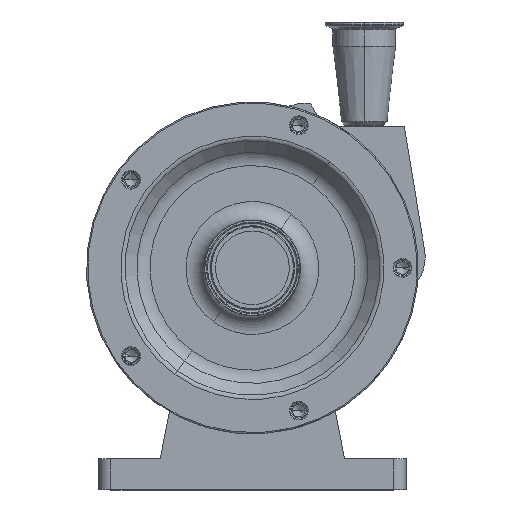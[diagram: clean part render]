
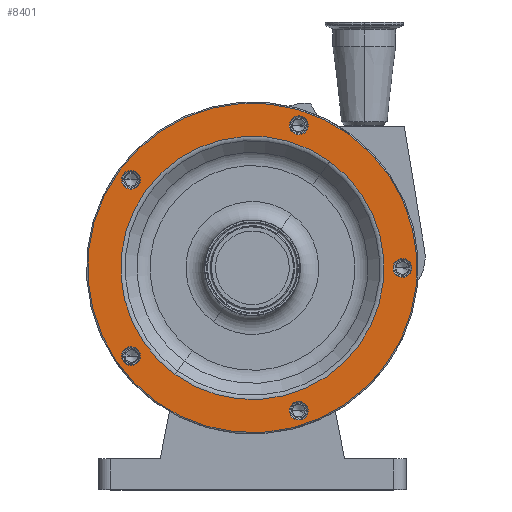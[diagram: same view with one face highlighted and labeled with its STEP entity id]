
A CAD part, top view. The second image highlights one B-rep face of the part: STEP entity #8401.
In plain terms, the highlighted planar face has unit normal (0, 0, 1).
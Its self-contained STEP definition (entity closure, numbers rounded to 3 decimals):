
#404 = AXIS2_PLACEMENT_3D ( 'NONE', #9612, #11529, #10588 ) ;
#666 = DIRECTION ( 'NONE',  ( -0.588, -0.809, 0. ) ) ;
#760 = CARTESIAN_POINT ( 'NONE',  ( -98.7, 71.71, 209.5 ) ) ;
#909 = DIRECTION ( 'NONE',  ( -0.588, -0.809, 0. ) ) ;
#999 = CARTESIAN_POINT ( 'NONE',  ( 126.493, 6.184, 209.5 ) ) ;
#1034 = EDGE_CURVE ( 'NONE', #5828, #3493, #2756, .T. ) ;
#1157 = DIRECTION ( 'NONE',  ( -0.588, -0.809, 0. ) ) ;
#1186 = DIRECTION ( 'NONE',  ( 0., 0., -1. ) ) ;
#1192 = AXIS2_PLACEMENT_3D ( 'NONE', #9194, #9984, #666 ) ;
#1503 = ORIENTED_EDGE ( 'NONE', *, *, #3359, .T. ) ;
#1637 = CARTESIAN_POINT ( 'NONE',  ( 0., 0., 209.5 ) ) ;
#1698 = DIRECTION ( 'NONE',  ( -0.588, -0.809, 0. ) ) ;
#1759 = EDGE_CURVE ( 'NONE', #3477, #4119, #5113, .T. ) ;
#1770 = DIRECTION ( 'NONE',  ( 0., 0., -1. ) ) ;
#1883 = AXIS2_PLACEMENT_3D ( 'NONE', #760, #4502, #12069 ) ;
#1887 = AXIS2_PLACEMENT_3D ( 'NONE', #5821, #3881, #1157 ) ;
#1964 = DIRECTION ( 'NONE',  ( -0.588, -0.809, 0. ) ) ;
#1980 = EDGE_CURVE ( 'NONE', #6583, #7902, #10214, .T. ) ;
#2138 = VERTEX_POINT ( 'NONE', #9384 ) ;
#2140 = EDGE_LOOP ( 'NONE', ( #11000, #4354 ) ) ;
#2144 = FACE_BOUND ( 'NONE', #12096, .T. ) ;
#2378 = EDGE_LOOP ( 'NONE', ( #9835, #12077 ) ) ;
#2414 = VERTEX_POINT ( 'NONE', #10039 ) ;
#2519 = DIRECTION ( 'NONE',  ( -0.588, -0.809, 0. ) ) ;
#2547 = ORIENTED_EDGE ( 'NONE', *, *, #4303, .F. ) ;
#2628 = AXIS2_PLACEMENT_3D ( 'NONE', #4084, #1186, #7640 ) ;
#2654 = EDGE_CURVE ( 'NONE', #2138, #10447, #3967, .T. ) ;
#2674 = CARTESIAN_POINT ( 'NONE',  ( -94.207, 77.894, 209.5 ) ) ;
#2741 = EDGE_LOOP ( 'NONE', ( #4682, #9886 ) ) ;
#2756 = CIRCLE ( 'NONE', #404, 107.071 ) ;
#2902 = VERTEX_POINT ( 'NONE', #2674 ) ;
#3054 = VERTEX_POINT ( 'NONE', #7939 ) ;
#3153 = CIRCLE ( 'NONE', #1192, 7.644 ) ;
#3257 = PLANE ( 'NONE',  #10465 ) ;
#3359 = EDGE_CURVE ( 'NONE', #9195, #3054, #3153, .T. ) ;
#3443 = CARTESIAN_POINT ( 'NONE',  ( 37.7, -116.029, 209.5 ) ) ;
#3477 = VERTEX_POINT ( 'NONE', #4473 ) ;
#3493 = VERTEX_POINT ( 'NONE', #11779 ) ;
#3881 = DIRECTION ( 'NONE',  ( 0., 0., -1. ) ) ;
#3961 = AXIS2_PLACEMENT_3D ( 'NONE', #6569, #1770, #10292 ) ;
#3967 = CIRCLE ( 'NONE', #4935, 134. ) ;
#4084 = CARTESIAN_POINT ( 'NONE',  ( 37.7, -116.029, 209.5 ) ) ;
#4119 = VERTEX_POINT ( 'NONE', #6725 ) ;
#4158 = DIRECTION ( 'NONE',  ( -0.588, -0.809, 0. ) ) ;
#4164 = AXIS2_PLACEMENT_3D ( 'NONE', #3443, #10925, #2519 ) ;
#4178 = FACE_OUTER_BOUND ( 'NONE', #6726, .T. ) ;
#4253 = AXIS2_PLACEMENT_3D ( 'NONE', #6491, #9370, #909 ) ;
#4258 = EDGE_CURVE ( 'NONE', #3054, #9195, #5516, .T. ) ;
#4303 = EDGE_CURVE ( 'NONE', #10447, #2138, #8863, .T. ) ;
#4354 = ORIENTED_EDGE ( 'NONE', *, *, #11550, .T. ) ;
#4429 = EDGE_LOOP ( 'NONE', ( #1503, #11602 ) ) ;
#4473 = CARTESIAN_POINT ( 'NONE',  ( 42.193, 122.213, 209.5 ) ) ;
#4478 = DIRECTION ( 'NONE',  ( 0., 0., -1. ) ) ;
#4502 = DIRECTION ( 'NONE',  ( 0., 0., -1. ) ) ;
#4549 = CIRCLE ( 'NONE', #3961, 7.644 ) ;
#4682 = ORIENTED_EDGE ( 'NONE', *, *, #6955, .T. ) ;
#4800 = CARTESIAN_POINT ( 'NONE',  ( -98.7, -71.71, 209.5 ) ) ;
#4878 = ORIENTED_EDGE ( 'NONE', *, *, #5488, .T. ) ;
#4935 = AXIS2_PLACEMENT_3D ( 'NONE', #7901, #11573, #11455 ) ;
#5076 = FACE_BOUND ( 'NONE', #4429, .T. ) ;
#5113 = CIRCLE ( 'NONE', #6700, 7.644 ) ;
#5145 = CARTESIAN_POINT ( 'NONE',  ( -108.408, 78.763, 209.5 ) ) ;
#5195 = DIRECTION ( 'NONE',  ( 0., 0., -1. ) ) ;
#5481 = DIRECTION ( 'NONE',  ( -0.588, -0.809, 0. ) ) ;
#5488 = EDGE_CURVE ( 'NONE', #7902, #6583, #6748, .T. ) ;
#5516 = CIRCLE ( 'NONE', #7685, 7.644 ) ;
#5655 = VERTEX_POINT ( 'NONE', #8938 ) ;
#5821 = CARTESIAN_POINT ( 'NONE',  ( 0., 0., 209.5 ) ) ;
#5828 = VERTEX_POINT ( 'NONE', #11126 ) ;
#5988 = AXIS2_PLACEMENT_3D ( 'NONE', #11357, #11242, #1964 ) ;
#6009 = FACE_BOUND ( 'NONE', #2741, .T. ) ;
#6124 = AXIS2_PLACEMENT_3D ( 'NONE', #10723, #5195, #4158 ) ;
#6491 = CARTESIAN_POINT ( 'NONE',  ( -98.7, 71.71, 209.5 ) ) ;
#6569 = CARTESIAN_POINT ( 'NONE',  ( 122., 0., 209.5 ) ) ;
#6583 = VERTEX_POINT ( 'NONE', #8249 ) ;
#6700 = AXIS2_PLACEMENT_3D ( 'NONE', #8786, #11545, #9817 ) ;
#6725 = CARTESIAN_POINT ( 'NONE',  ( 33.207, 109.845, 209.5 ) ) ;
#6726 = EDGE_LOOP ( 'NONE', ( #11531, #2547 ) ) ;
#6748 = CIRCLE ( 'NONE', #2628, 7.644 ) ;
#6791 = CIRCLE ( 'NONE', #1887, 107.071 ) ;
#6826 = FACE_BOUND ( 'NONE', #9078, .T. ) ;
#6919 = AXIS2_PLACEMENT_3D ( 'NONE', #1637, #7410, #1698 ) ;
#6955 = EDGE_CURVE ( 'NONE', #9903, #2414, #4549, .T. ) ;
#6987 = CIRCLE ( 'NONE', #1883, 7.644 ) ;
#7028 = CARTESIAN_POINT ( 'NONE',  ( -94.207, -65.526, 209.5 ) ) ;
#7228 = EDGE_CURVE ( 'NONE', #2414, #9903, #11023, .T. ) ;
#7410 = DIRECTION ( 'NONE',  ( 0., 0., -1. ) ) ;
#7640 = DIRECTION ( 'NONE',  ( -0.588, -0.809, 0. ) ) ;
#7685 = AXIS2_PLACEMENT_3D ( 'NONE', #4800, #8554, #5481 ) ;
#7901 = CARTESIAN_POINT ( 'NONE',  ( 0., 0., 209.5 ) ) ;
#7902 = VERTEX_POINT ( 'NONE', #8922 ) ;
#7929 = FACE_BOUND ( 'NONE', #2378, .T. ) ;
#7939 = CARTESIAN_POINT ( 'NONE',  ( -103.193, -77.894, 209.5 ) ) ;
#8249 = CARTESIAN_POINT ( 'NONE',  ( 33.207, -122.213, 209.5 ) ) ;
#8364 = CIRCLE ( 'NONE', #5988, 7.644 ) ;
#8401 = ADVANCED_FACE ( 'NONE', ( #6826, #6009, #2144, #5076, #11730, #4178, #7929 ), #3257, .F. ) ;
#8554 = DIRECTION ( 'NONE',  ( 0., 0., -1. ) ) ;
#8786 = CARTESIAN_POINT ( 'NONE',  ( 37.7, 116.029, 209.5 ) ) ;
#8863 = CIRCLE ( 'NONE', #6919, 134. ) ;
#8922 = CARTESIAN_POINT ( 'NONE',  ( 42.193, -109.845, 209.5 ) ) ;
#8938 = CARTESIAN_POINT ( 'NONE',  ( -103.193, 65.526, 209.5 ) ) ;
#9078 = EDGE_LOOP ( 'NONE', ( #10707, #10647 ) ) ;
#9194 = CARTESIAN_POINT ( 'NONE',  ( -98.7, -71.71, 209.5 ) ) ;
#9195 = VERTEX_POINT ( 'NONE', #7028 ) ;
#9370 = DIRECTION ( 'NONE',  ( 0., 0., -1. ) ) ;
#9384 = CARTESIAN_POINT ( 'NONE',  ( -78.763, -108.408, 209.5 ) ) ;
#9483 = EDGE_CURVE ( 'NONE', #3493, #5828, #6791, .T. ) ;
#9531 = CIRCLE ( 'NONE', #4253, 7.644 ) ;
#9557 = ORIENTED_EDGE ( 'NONE', *, *, #1980, .T. ) ;
#9612 = CARTESIAN_POINT ( 'NONE',  ( 0., 0., 209.5 ) ) ;
#9817 = DIRECTION ( 'NONE',  ( -0.588, -0.809, 0. ) ) ;
#9835 = ORIENTED_EDGE ( 'NONE', *, *, #9483, .T. ) ;
#9886 = ORIENTED_EDGE ( 'NONE', *, *, #7228, .T. ) ;
#9903 = VERTEX_POINT ( 'NONE', #999 ) ;
#9984 = DIRECTION ( 'NONE',  ( 0., 0., -1. ) ) ;
#10039 = CARTESIAN_POINT ( 'NONE',  ( 117.507, -6.184, 209.5 ) ) ;
#10049 = DIRECTION ( 'NONE',  ( -0.588, -0.809, 0. ) ) ;
#10214 = CIRCLE ( 'NONE', #4164, 7.644 ) ;
#10292 = DIRECTION ( 'NONE',  ( -0.588, -0.809, 0. ) ) ;
#10447 = VERTEX_POINT ( 'NONE', #10725 ) ;
#10465 = AXIS2_PLACEMENT_3D ( 'NONE', #5145, #4478, #10049 ) ;
#10588 = DIRECTION ( 'NONE',  ( -0.588, -0.809, 0. ) ) ;
#10647 = ORIENTED_EDGE ( 'NONE', *, *, #11353, .T. ) ;
#10707 = ORIENTED_EDGE ( 'NONE', *, *, #1759, .T. ) ;
#10723 = CARTESIAN_POINT ( 'NONE',  ( 122., 0., 209.5 ) ) ;
#10725 = CARTESIAN_POINT ( 'NONE',  ( 78.763, 108.408, 209.5 ) ) ;
#10906 = EDGE_CURVE ( 'NONE', #2902, #5655, #6987, .T. ) ;
#10925 = DIRECTION ( 'NONE',  ( 0., 0., -1. ) ) ;
#11000 = ORIENTED_EDGE ( 'NONE', *, *, #10906, .T. ) ;
#11023 = CIRCLE ( 'NONE', #6124, 7.644 ) ;
#11126 = CARTESIAN_POINT ( 'NONE',  ( 62.935, 86.622, 209.5 ) ) ;
#11242 = DIRECTION ( 'NONE',  ( 0., 0., -1. ) ) ;
#11353 = EDGE_CURVE ( 'NONE', #4119, #3477, #8364, .T. ) ;
#11357 = CARTESIAN_POINT ( 'NONE',  ( 37.7, 116.029, 209.5 ) ) ;
#11455 = DIRECTION ( 'NONE',  ( -0.588, -0.809, 0. ) ) ;
#11529 = DIRECTION ( 'NONE',  ( 0., 0., -1. ) ) ;
#11531 = ORIENTED_EDGE ( 'NONE', *, *, #2654, .F. ) ;
#11545 = DIRECTION ( 'NONE',  ( 0., 0., -1. ) ) ;
#11550 = EDGE_CURVE ( 'NONE', #5655, #2902, #9531, .T. ) ;
#11573 = DIRECTION ( 'NONE',  ( 0., 0., -1. ) ) ;
#11602 = ORIENTED_EDGE ( 'NONE', *, *, #4258, .T. ) ;
#11730 = FACE_BOUND ( 'NONE', #2140, .T. ) ;
#11779 = CARTESIAN_POINT ( 'NONE',  ( -62.935, -86.622, 209.5 ) ) ;
#12069 = DIRECTION ( 'NONE',  ( -0.588, -0.809, 0. ) ) ;
#12077 = ORIENTED_EDGE ( 'NONE', *, *, #1034, .T. ) ;
#12096 = EDGE_LOOP ( 'NONE', ( #4878, #9557 ) ) ;
